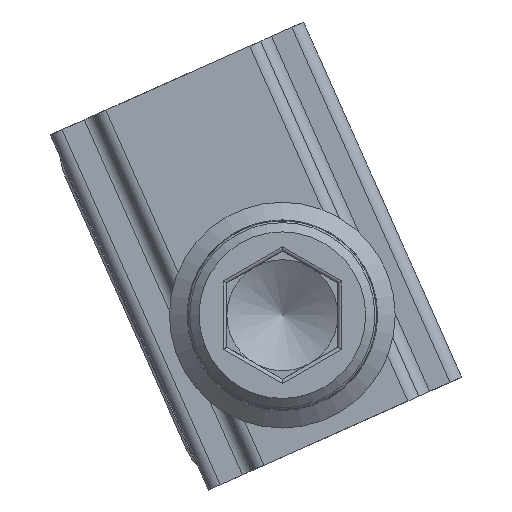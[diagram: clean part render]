
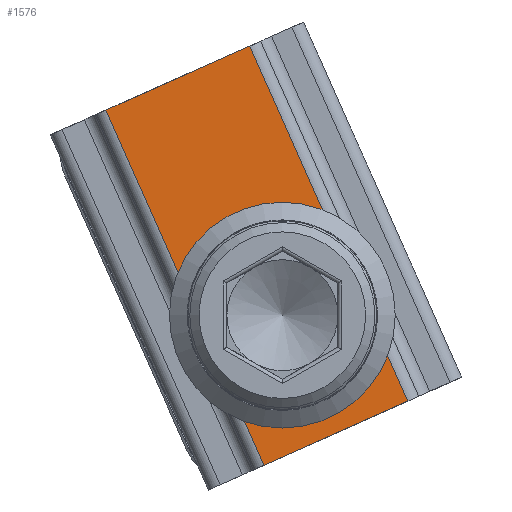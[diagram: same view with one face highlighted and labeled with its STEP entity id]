
A CAD part, front view. The second image highlights one B-rep face of the part: STEP entity #1576.
In plain terms, the highlighted planar face has unit normal (0, -1, 0).
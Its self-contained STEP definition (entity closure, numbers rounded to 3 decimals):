
#67=LINE('',#2564,#183);
#68=LINE('',#2566,#184);
#69=LINE('',#2568,#185);
#70=LINE('',#2569,#186);
#183=VECTOR('',#1997,21.);
#184=VECTOR('',#1998,8.513);
#185=VECTOR('',#1999,21.);
#186=VECTOR('',#2000,8.513);
#284=PLANE('',#1709);
#335=FACE_BOUND('',#488,.T.);
#376=FACE_OUTER_BOUND('',#487,.T.);
#487=EDGE_LOOP('',(#1155,#1156,#1157,#1158));
#488=EDGE_LOOP('',(#1159));
#582=CIRCLE('',#1706,3.523);
#696=VERTEX_POINT('',#2486);
#702=VERTEX_POINT('',#2562);
#703=VERTEX_POINT('',#2563);
#704=VERTEX_POINT('',#2565);
#705=VERTEX_POINT('',#2567);
#868=EDGE_CURVE('',#696,#696,#582,.T.);
#874=EDGE_CURVE('',#702,#703,#67,.T.);
#875=EDGE_CURVE('',#703,#704,#68,.T.);
#876=EDGE_CURVE('',#704,#705,#69,.T.);
#877=EDGE_CURVE('',#705,#702,#70,.T.);
#1155=ORIENTED_EDGE('',*,*,#874,.T.);
#1156=ORIENTED_EDGE('',*,*,#875,.T.);
#1157=ORIENTED_EDGE('',*,*,#876,.T.);
#1158=ORIENTED_EDGE('',*,*,#877,.T.);
#1159=ORIENTED_EDGE('',*,*,#868,.T.);
#1576=ADVANCED_FACE('',(#376,#335),#284,.T.);
#1706=AXIS2_PLACEMENT_3D('',#2487,#1989,#1990);
#1709=AXIS2_PLACEMENT_3D('',#2561,#1995,#1996);
#1989=DIRECTION('center_axis',(0.,1.,0.));
#1990=DIRECTION('ref_axis',(0.,0.,-1.));
#1995=DIRECTION('center_axis',(0.,-1.,0.));
#1996=DIRECTION('ref_axis',(1.,0.,0.));
#1997=DIRECTION('',(-0.407,0.,0.913));
#1998=DIRECTION('',(-0.913,0.,-0.407));
#1999=DIRECTION('',(0.407,0.,-0.913));
#2000=DIRECTION('',(0.913,0.,0.407));
#2486=CARTESIAN_POINT('',(0.,67.,-3.523));
#2487=CARTESIAN_POINT('Origin',(0.,67.,
0.));
#2561=CARTESIAN_POINT('Origin',(2.848,67.,-6.394));
#2562=CARTESIAN_POINT('',(6.787,67.,-4.64));
#2563=CARTESIAN_POINT('',(-1.756,67.,14.543));
#2564=CARTESIAN_POINT('',(6.787,67.,-4.64));
#2565=CARTESIAN_POINT('',(-9.533,67.,11.08));
#2566=CARTESIAN_POINT('',(-1.756,67.,14.543));
#2567=CARTESIAN_POINT('',(-0.989,67.,-8.103));
#2568=CARTESIAN_POINT('',(-9.533,67.,11.08));
#2569=CARTESIAN_POINT('',(-0.989,67.,-8.103));
